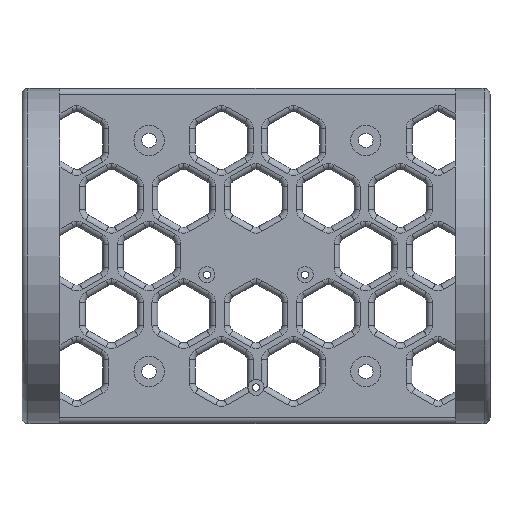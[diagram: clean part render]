
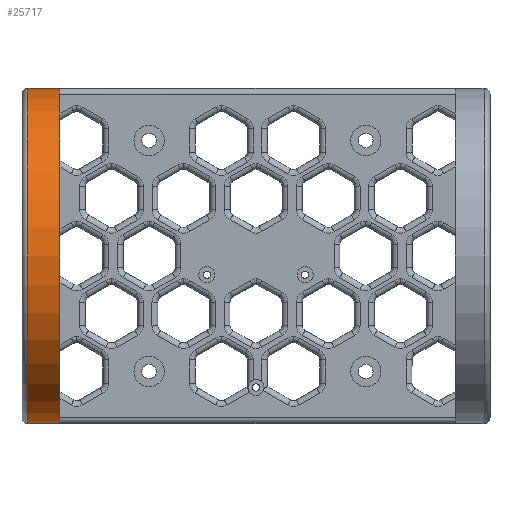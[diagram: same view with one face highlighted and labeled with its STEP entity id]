
A CAD part, front view. The second image highlights one B-rep face of the part: STEP entity #25717.
In plain terms, the highlighted cylindrical face has radius 58 mm (diameter 116 mm), a partial arc.
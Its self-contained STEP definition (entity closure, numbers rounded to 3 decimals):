
#1234 = DIRECTION ( 'NONE',  ( 1., 0., 0. ) ) ;
#2315 = EDGE_CURVE ( 'NONE', #25976, #17134, #3501, .T. ) ;
#3270 = CARTESIAN_POINT ( 'NONE',  ( -79., 0., 0. ) ) ;
#3397 = VERTEX_POINT ( 'NONE', #13347 ) ;
#3501 = CIRCLE ( 'NONE', #26775, 58. ) ;
#4030 = CARTESIAN_POINT ( 'NONE',  ( -81., 0., 58. ) ) ;
#4050 = CARTESIAN_POINT ( 'NONE',  ( -81., 0., -58. ) ) ;
#4185 = DIRECTION ( 'NONE',  ( 1., 0., 0. ) ) ;
#4271 = LINE ( 'NONE', #30040, #27273 ) ;
#5914 = EDGE_CURVE ( 'NONE', #17134, #20962, #29971, .T. ) ;
#7901 = AXIS2_PLACEMENT_3D ( 'NONE', #32928, #20564, #25323 ) ;
#8683 = DIRECTION ( 'NONE',  ( 0., 0., 1. ) ) ;
#9614 = CARTESIAN_POINT ( 'NONE',  ( -68., 0., 58. ) ) ;
#9889 = CARTESIAN_POINT ( 'NONE',  ( -79., 0., 58. ) ) ;
#10661 = CARTESIAN_POINT ( 'NONE',  ( -68., 0., -58. ) ) ;
#11836 = VERTEX_POINT ( 'NONE', #9614 ) ;
#11960 = CARTESIAN_POINT ( 'NONE',  ( -81., 0., -58. ) ) ;
#12122 = EDGE_CURVE ( 'NONE', #25976, #3397, #4271, .T. ) ;
#13325 = DIRECTION ( 'NONE',  ( 0., 0., -1. ) ) ;
#13347 = CARTESIAN_POINT ( 'NONE',  ( -77., 0., 58. ) ) ;
#13649 = CYLINDRICAL_SURFACE ( 'NONE', #32041, 58. ) ;
#13850 = LINE ( 'NONE', #11960, #26517 ) ;
#14405 = VECTOR ( 'NONE', #4185, 1000. ) ;
#14581 = ORIENTED_EDGE ( 'NONE', *, *, #24164, .T. ) ;
#14587 = EDGE_LOOP ( 'NONE', ( #29357, #24767, #20551, #16793, #14581, #16444 ) ) ;
#16238 = CARTESIAN_POINT ( 'NONE',  ( -79., 0., -58. ) ) ;
#16444 = ORIENTED_EDGE ( 'NONE', *, *, #21020, .F. ) ;
#16545 = CARTESIAN_POINT ( 'NONE',  ( -77., 0., -58. ) ) ;
#16793 = ORIENTED_EDGE ( 'NONE', *, *, #5914, .T. ) ;
#17134 = VERTEX_POINT ( 'NONE', #16238 ) ;
#18390 = CARTESIAN_POINT ( 'NONE',  ( -81., 0., 0. ) ) ;
#20551 = ORIENTED_EDGE ( 'NONE', *, *, #2315, .T. ) ;
#20564 = DIRECTION ( 'NONE',  ( 1., 0., 0. ) ) ;
#20962 = VERTEX_POINT ( 'NONE', #16545 ) ;
#21020 = EDGE_CURVE ( 'NONE', #11836, #30011, #23071, .T. ) ;
#22173 = DIRECTION ( 'NONE',  ( 1., 0., 0. ) ) ;
#23071 = CIRCLE ( 'NONE', #7901, 58. ) ;
#23814 = FACE_OUTER_BOUND ( 'NONE', #14587, .T. ) ;
#24133 = DIRECTION ( 'NONE',  ( 1., 0., 0. ) ) ;
#24164 = EDGE_CURVE ( 'NONE', #20962, #30011, #13850, .T. ) ;
#24185 = DIRECTION ( 'NONE',  ( 1., 0., 0. ) ) ;
#24767 = ORIENTED_EDGE ( 'NONE', *, *, #12122, .F. ) ;
#25323 = DIRECTION ( 'NONE',  ( 0., 0., -1. ) ) ;
#25717 = ADVANCED_FACE ( 'NONE', ( #23814 ), #13649, .T. ) ;
#25976 = VERTEX_POINT ( 'NONE', #9889 ) ;
#26517 = VECTOR ( 'NONE', #24185, 1000. ) ;
#26775 = AXIS2_PLACEMENT_3D ( 'NONE', #3270, #24133, #8683 ) ;
#27258 = LINE ( 'NONE', #4030, #14405 ) ;
#27273 = VECTOR ( 'NONE', #1234, 1000. ) ;
#28716 = DIRECTION ( 'NONE',  ( 1., 0., 0. ) ) ;
#29357 = ORIENTED_EDGE ( 'NONE', *, *, #32255, .F. ) ;
#29971 = LINE ( 'NONE', #4050, #31954 ) ;
#30011 = VERTEX_POINT ( 'NONE', #10661 ) ;
#30040 = CARTESIAN_POINT ( 'NONE',  ( -81., 0., 58. ) ) ;
#31954 = VECTOR ( 'NONE', #22173, 1000. ) ;
#32041 = AXIS2_PLACEMENT_3D ( 'NONE', #18390, #28716, #13325 ) ;
#32255 = EDGE_CURVE ( 'NONE', #3397, #11836, #27258, .T. ) ;
#32928 = CARTESIAN_POINT ( 'NONE',  ( -68., 0., 0. ) ) ;
